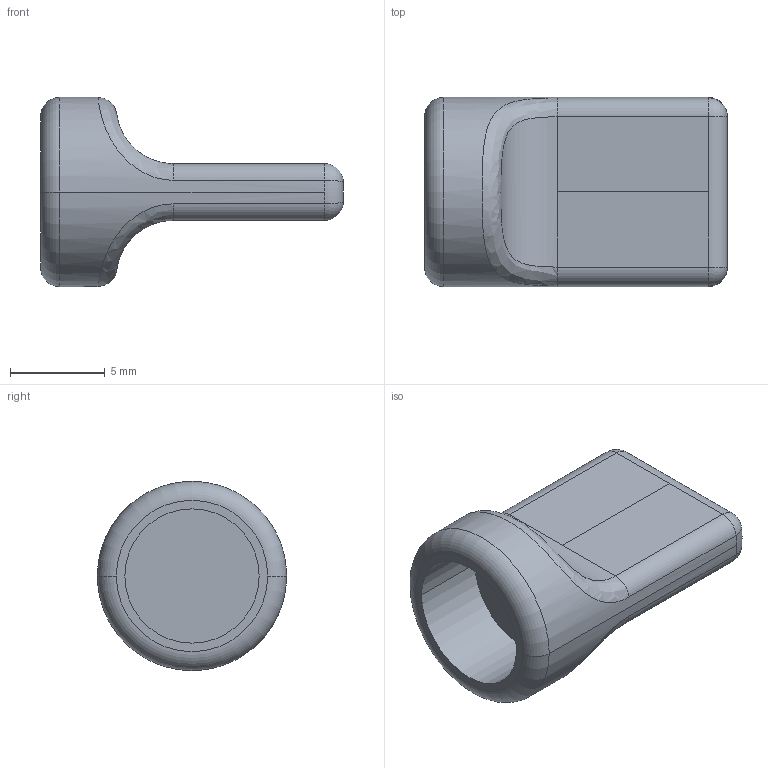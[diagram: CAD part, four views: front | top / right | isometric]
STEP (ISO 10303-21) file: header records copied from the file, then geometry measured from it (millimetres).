
FILE_DESCRIPTION(('CATIA V5 STEP Exchange'),'2;1');
FILE_NAME('BOS_V2_FIX_PIN_1.stp','2023-12-11T12:45:22+00:00',('none'),('none'),'CATIA Unofficial Packaging Version SP3','CATIA V5 STEP AP203','none');
FILE_SCHEMA(('CONFIG_CONTROL_DESIGN'));
Length unit declared in the file: millimetre
Products named in the file (1): BOS_V2_FIX_PIN_1
Bounding box: 16 x 10 x 10 mm (x, y, z)
Volume: 524.3 mm3; surface area: 614 mm2
Topology: 1 solids, 1 shells, 29 faces, 66 edges, 36 vertices
Faces by surface type: cylinder 12, plane 7, sphere 4, torus 4, bspline 2
Entity records: 1245 total; most frequent: CARTESIAN_POINT 618, ORIENTED_EDGE 124, DIRECTION 102, EDGE_CURVE 62, AXIS2_PLACEMENT_3D 56, VERTEX_POINT 36, CIRCLE 32, EDGE_LOOP 30
